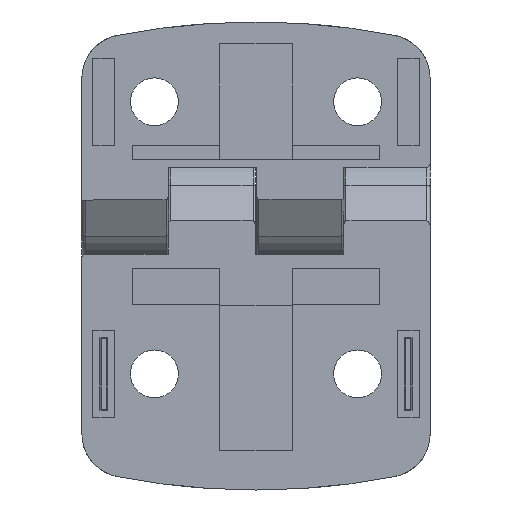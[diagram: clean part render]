
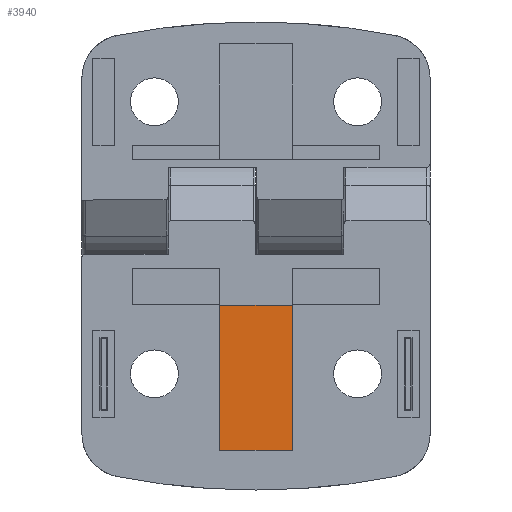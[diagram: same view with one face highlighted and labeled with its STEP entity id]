
A CAD part, front view. The second image highlights one B-rep face of the part: STEP entity #3940.
In plain terms, the highlighted planar face has unit normal (0, -1, 0).
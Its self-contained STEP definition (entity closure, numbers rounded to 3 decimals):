
#337 = DIRECTION ( 'NONE',  ( 0., 0., 1. ) ) ;
#687 = CARTESIAN_POINT ( 'NONE',  ( -5., 1.5, -33. ) ) ;
#1101 = CARTESIAN_POINT ( 'NONE',  ( -5., 1.5, -33. ) ) ;
#1128 = CARTESIAN_POINT ( 'NONE',  ( 5., 1.5, -33. ) ) ;
#1288 = EDGE_LOOP ( 'NONE', ( #8523, #2995, #4767, #1593 ) ) ;
#1375 = VERTEX_POINT ( 'NONE', #1128 ) ;
#1593 = ORIENTED_EDGE ( 'NONE', *, *, #4975, .T. ) ;
#1897 = LINE ( 'NONE', #9414, #11295 ) ;
#2995 = ORIENTED_EDGE ( 'NONE', *, *, #4151, .T. ) ;
#3222 = LINE ( 'NONE', #7962, #8062 ) ;
#3514 = CARTESIAN_POINT ( 'NONE',  ( -5., 1.5, -13.01 ) ) ;
#3616 = CARTESIAN_POINT ( 'NONE',  ( -5., 1.5, -13.01 ) ) ;
#3912 = LINE ( 'NONE', #3514, #4742 ) ;
#3940 = ADVANCED_FACE ( 'NONE', ( #8405 ), #5803, .T. ) ;
#4151 = EDGE_CURVE ( 'NONE', #4553, #1375, #9760, .T. ) ;
#4553 = VERTEX_POINT ( 'NONE', #687 ) ;
#4593 = DIRECTION ( 'NONE',  ( 0., -1., 0. ) ) ;
#4742 = VECTOR ( 'NONE', #6211, 1000. ) ;
#4767 = ORIENTED_EDGE ( 'NONE', *, *, #5418, .T. ) ;
#4975 = EDGE_CURVE ( 'NONE', #5862, #10954, #3222, .T. ) ;
#5418 = EDGE_CURVE ( 'NONE', #1375, #5862, #1897, .T. ) ;
#5467 = DIRECTION ( 'NONE',  ( 1., 0., 0. ) ) ;
#5782 = EDGE_CURVE ( 'NONE', #10954, #4553, #3912, .T. ) ;
#5803 = PLANE ( 'NONE',  #8713 ) ;
#5862 = VERTEX_POINT ( 'NONE', #9099 ) ;
#6087 = DIRECTION ( 'NONE',  ( -1., 0., 0. ) ) ;
#6211 = DIRECTION ( 'NONE',  ( 0., 0., -1. ) ) ;
#7249 = CARTESIAN_POINT ( 'NONE',  ( -5., 1.5, -33. ) ) ;
#7362 = DIRECTION ( 'NONE',  ( 0., 0., -1. ) ) ;
#7962 = CARTESIAN_POINT ( 'NONE',  ( -5., 1.5, -13.01 ) ) ;
#8062 = VECTOR ( 'NONE', #6087, 1000. ) ;
#8405 = FACE_OUTER_BOUND ( 'NONE', #1288, .T. ) ;
#8523 = ORIENTED_EDGE ( 'NONE', *, *, #5782, .T. ) ;
#8713 = AXIS2_PLACEMENT_3D ( 'NONE', #1101, #4593, #7362 ) ;
#9099 = CARTESIAN_POINT ( 'NONE',  ( 5., 1.5, -13.01 ) ) ;
#9414 = CARTESIAN_POINT ( 'NONE',  ( 5., 1.5, -13.01 ) ) ;
#9476 = VECTOR ( 'NONE', #5467, 1000. ) ;
#9760 = LINE ( 'NONE', #7249, #9476 ) ;
#10954 = VERTEX_POINT ( 'NONE', #3616 ) ;
#11295 = VECTOR ( 'NONE', #337, 1000. ) ;
